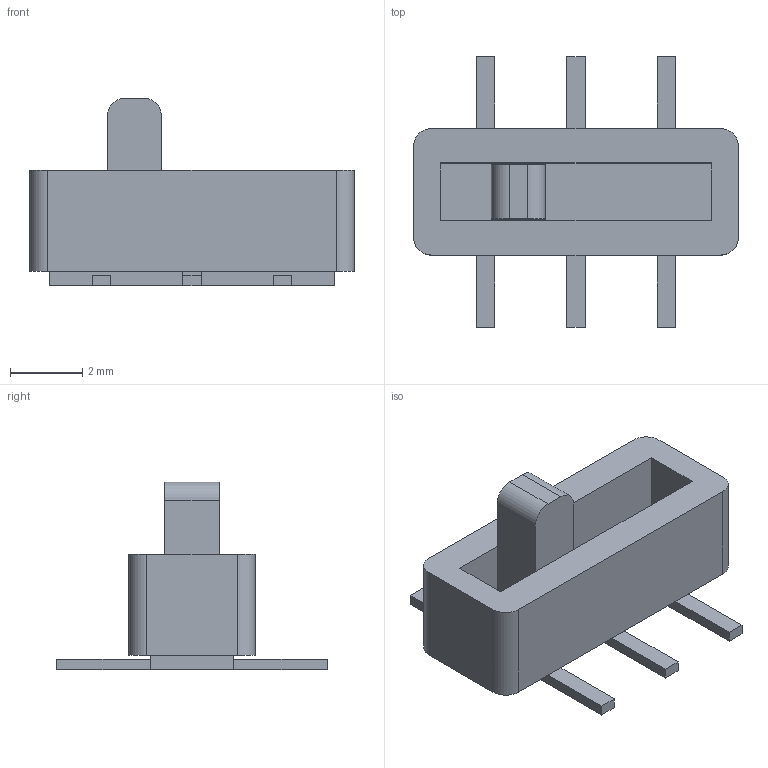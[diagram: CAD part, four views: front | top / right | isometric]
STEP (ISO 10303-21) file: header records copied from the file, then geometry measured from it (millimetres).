
FILE_DESCRIPTION( ( '' ), ' ' );
FILE_NAME( '58e81f51c5b46e0fc7048b7a.step', '2017-04-07T23:22:58', ( '' ), ( '' ), ' ', ' ', ' ' );
FILE_SCHEMA( ( 'AUTOMOTIVE_DESIGN { 1 0 10303 214 1 1 1 1 }' ) );
Length unit declared in the file: metre
Products named in the file (9): Part 8; Part 7; Part 6; Part 4; Part 9; Part 5; Part 3; Part 2; Part 1
Bounding box: 9 x 7.5 x 5.2 mm (x, y, z)
Volume: 74.2 mm3; surface area: 260.8 mm2
Topology: 9 solids, 9 shells, 67 faces, 147 edges, 98 vertices
Faces by surface type: plane 61, cylinder 6
Entity records: 2449 total; most frequent: CARTESIAN_POINT 321, DIRECTION 311, ORIENTED_EDGE 294, EDGE_CURVE 147, LINE 135, VECTOR 135, VERTEX_POINT 98, AXIS2_PLACEMENT_3D 88
